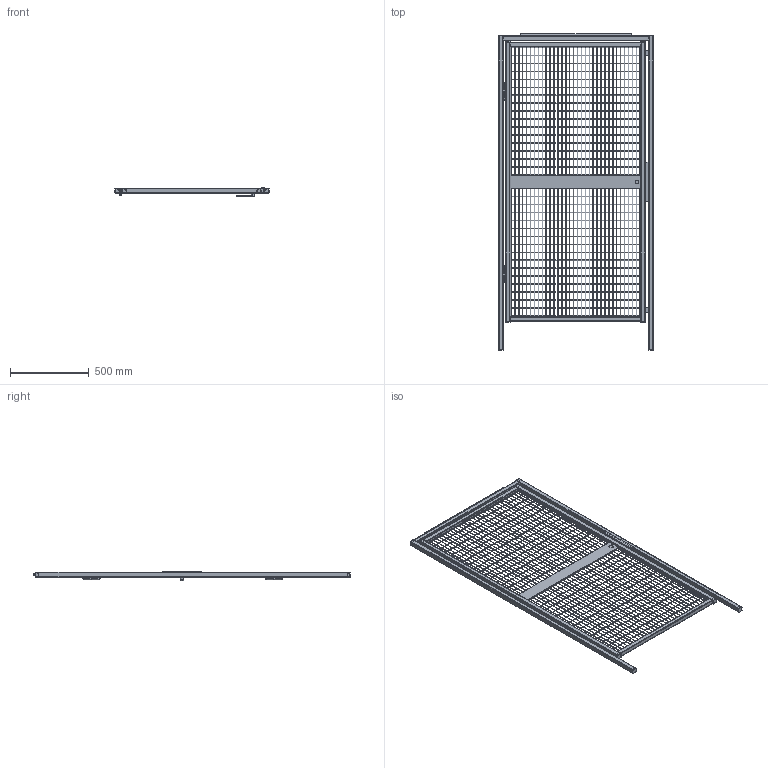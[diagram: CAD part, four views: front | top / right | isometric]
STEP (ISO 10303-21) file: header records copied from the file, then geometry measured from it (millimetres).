
FILE_DESCRIPTION (( 'STEP AP214' ), '1' );
FILE_NAME ('0010835.step', '2022-08-11T12:59:03', ( '' ), ( '' ), 'SwSTEP 2.0', 'SolidWorks 2020', '' );
FILE_SCHEMA (( 'AUTOMOTIVE_DESIGN' ));
Length unit declared in the file: millimetre
Products named in the file (1): 0010835
Bounding box: 980 x 2010 x 63 mm (x, y, z)
Surface area: 3308466.4 mm2 (no closed solid volume)
Topology: 0 solids, 142 shells, 1341 faces, 2839 edges, 1800 vertices
Faces by surface type: plane 635, cylinder 544, bspline 80, cone 50, torus 32
Entity records: 62379 total; most frequent: CARTESIAN_POINT 16978, DIRECTION 6493, ORIENTED_EDGE 5622, EDGE_CURVE 2815, AXIS2_PLACEMENT_3D 2539, VERTEX_POINT 1800, UNCERTAINTY_MEASURE_WITH_UNIT 1481, FILL_AREA_STYLE 1480
